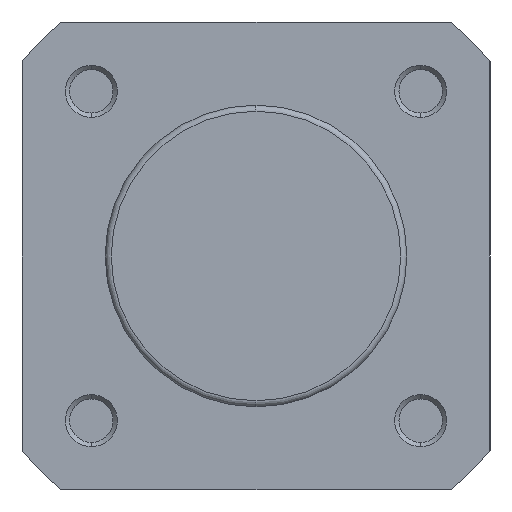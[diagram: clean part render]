
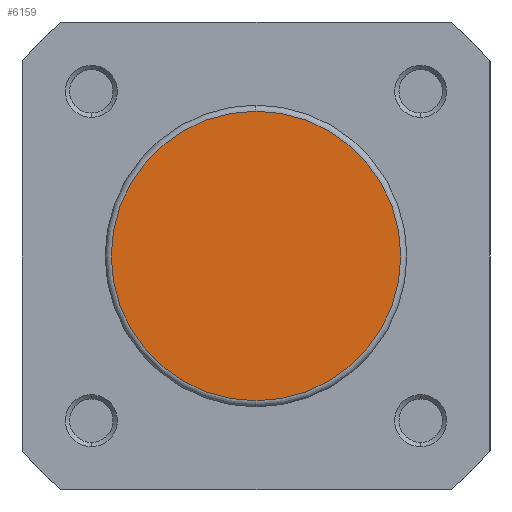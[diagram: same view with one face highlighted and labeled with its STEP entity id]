
A CAD part, left-side view. The second image highlights one B-rep face of the part: STEP entity #6159.
In plain terms, the highlighted planar face has unit normal (-1, 0, 0).
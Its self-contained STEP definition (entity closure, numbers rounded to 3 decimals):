
#25 = CIRCLE ( 'NONE', #5734, 16.7 ) ;
#863 = FACE_OUTER_BOUND ( 'NONE', #3718, .T. ) ;
#1754 = CARTESIAN_POINT ( 'NONE',  ( 0., 0., -16.7 ) ) ;
#1758 = CARTESIAN_POINT ( 'NONE',  ( 0., 0., 16.7 ) ) ;
#1927 = CARTESIAN_POINT ( 'NONE',  ( 0., -17.4, 0. ) ) ;
#1928 = PLANE ( 'NONE',  #5886 ) ;
#1930 = DIRECTION ( 'NONE',  ( -1., 0., 0. ) ) ;
#1931 = DIRECTION ( 'NONE',  ( 0., 0., 1. ) ) ;
#2827 = EDGE_CURVE ( 'NONE', #4670, #4666, #3713, .T. ) ;
#2881 = EDGE_CURVE ( 'NONE', #4666, #4670, #25, .T. ) ;
#3284 = AXIS2_PLACEMENT_3D ( 'NONE', #4838, #4839, #4840 ) ;
#3605 = ORIENTED_EDGE ( 'NONE', *, *, #2881, .T. ) ;
#3677 = ORIENTED_EDGE ( 'NONE', *, *, #2827, .T. ) ;
#3713 = CIRCLE ( 'NONE', #3284, 16.7 ) ;
#3718 = EDGE_LOOP ( 'NONE', ( #3677, #3605 ) ) ;
#4666 = VERTEX_POINT ( 'NONE', #1754 ) ;
#4670 = VERTEX_POINT ( 'NONE', #1758 ) ;
#4838 = CARTESIAN_POINT ( 'NONE',  ( 0., 0., 0. ) ) ;
#4839 = DIRECTION ( 'NONE',  ( -1., 0., 0. ) ) ;
#4840 = DIRECTION ( 'NONE',  ( 0., 0., 1. ) ) ;
#4966 = CARTESIAN_POINT ( 'NONE',  ( 0., 0., 0. ) ) ;
#4973 = DIRECTION ( 'NONE',  ( -1., 0., 0. ) ) ;
#4974 = DIRECTION ( 'NONE',  ( 0., 0., 1. ) ) ;
#5734 = AXIS2_PLACEMENT_3D ( 'NONE', #4966, #4973, #4974 ) ;
#5886 = AXIS2_PLACEMENT_3D ( 'NONE', #1927, #1930, #1931 ) ;
#6159 = ADVANCED_FACE ( 'NONE', ( #863 ), #1928, .T. ) ;
